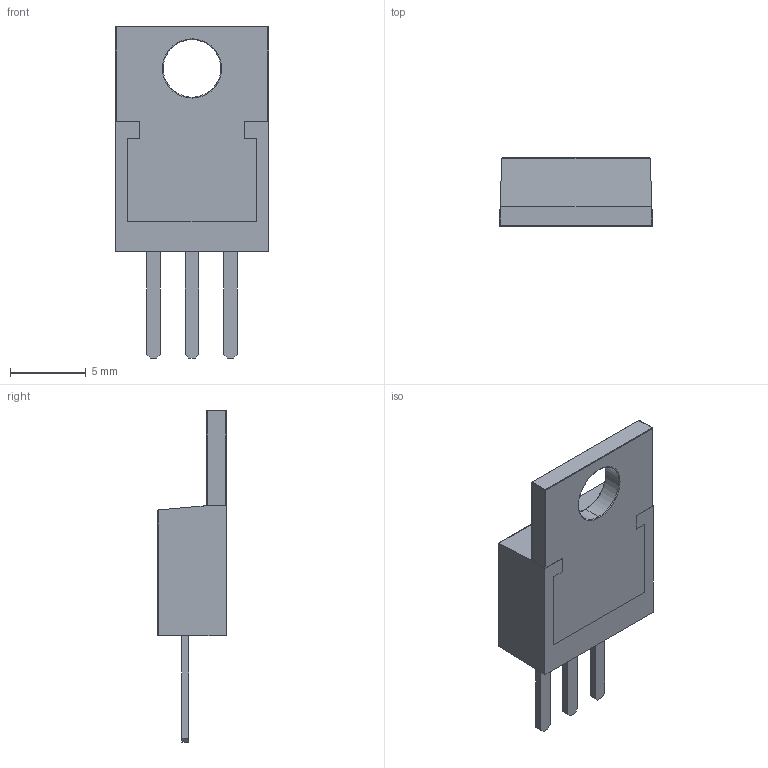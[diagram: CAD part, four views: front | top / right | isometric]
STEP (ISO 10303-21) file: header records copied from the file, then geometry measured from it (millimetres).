
FILE_DESCRIPTION (( 'STEP AP214' ), '1' );
FILE_NAME ('TO-220-3_L10.0-W4.5-P2.54-L.step', '2022-09-19T03:15:36', ( '' ), ( '' ), 'SwSTEP 2.0', 'SolidWorks 2020', '' );
FILE_SCHEMA (( 'AUTOMOTIVE_DESIGN' ));
Length unit declared in the file: millimetre
Products named in the file (1): TO-220-3_L10.0-W4.5-P2.54-L
Bounding box: 10.1 x 4.5 x 21.9 mm (x, y, z)
Volume: 455.9 mm3; surface area: 701.3 mm2
Topology: 2 solids, 2 shells, 301 faces, 809 edges, 531 vertices
Faces by surface type: plane 178, bspline 98, cylinder 16, sphere 5, torus 4
Entity records: 10769 total; most frequent: CARTESIAN_POINT 2968, ORIENTED_EDGE 1610, DIRECTION 1039, EDGE_CURVE 805, LINE 563, VECTOR 563, VERTEX_POINT 531, EDGE_LOOP 326
